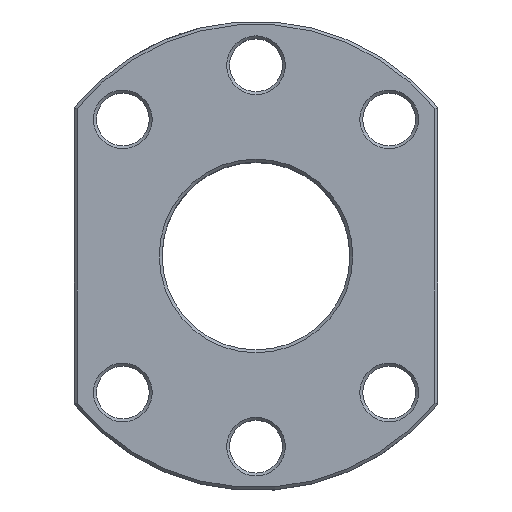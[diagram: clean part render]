
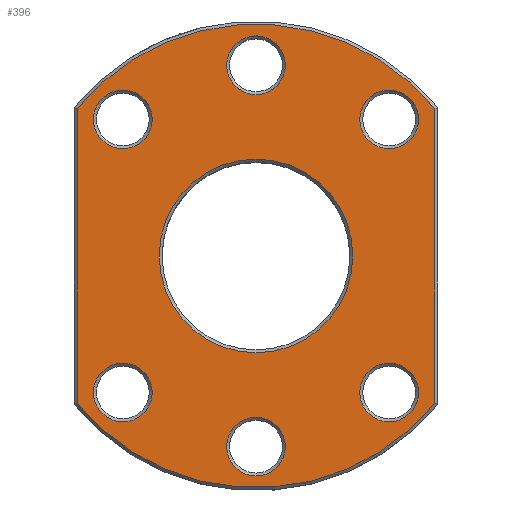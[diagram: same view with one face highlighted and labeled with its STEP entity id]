
A CAD part, top view. The second image highlights one B-rep face of the part: STEP entity #396.
In plain terms, the highlighted planar face has unit normal (0, 0, 1).
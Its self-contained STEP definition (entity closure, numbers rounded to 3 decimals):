
#151=PLANE('',#3614);
#396=ADVANCED_FACE('',(#1115,#1116,#1117,#1118,#1119,#1120,#1121,#1122),
#151,.T.);
#631=CIRCLE('',#3605,5.);
#632=CIRCLE('',#3606,5.);
#633=CIRCLE('',#3607,5.);
#634=CIRCLE('',#3608,16.5);
#635=CIRCLE('',#3609,5.);
#636=CIRCLE('',#3610,5.);
#637=CIRCLE('',#3611,5.);
#638=CIRCLE('',#3612,39.5);
#639=CIRCLE('',#3613,39.5);
#673=LINE('',#5711,#845);
#674=LINE('',#5716,#846);
#845=VECTOR('',#3876,1.);
#846=VECTOR('',#3879,1.);
#1115=FACE_BOUND('',#1200,.T.);
#1116=FACE_BOUND('',#1201,.T.);
#1117=FACE_BOUND('',#1202,.T.);
#1118=FACE_BOUND('',#1203,.T.);
#1119=FACE_BOUND('',#1204,.T.);
#1120=FACE_BOUND('',#1205,.T.);
#1121=FACE_BOUND('',#1206,.T.);
#1122=FACE_BOUND('',#1207,.T.);
#1200=EDGE_LOOP('',(#1905));
#1201=EDGE_LOOP('',(#1906));
#1202=EDGE_LOOP('',(#1907));
#1203=EDGE_LOOP('',(#1908));
#1204=EDGE_LOOP('',(#1909));
#1205=EDGE_LOOP('',(#1910));
#1206=EDGE_LOOP('',(#1911));
#1207=EDGE_LOOP('',(#1912,#1913,#1914,#1915));
#1905=ORIENTED_EDGE('',*,*,#3199,.T.);
#1906=ORIENTED_EDGE('',*,*,#3200,.T.);
#1907=ORIENTED_EDGE('',*,*,#3201,.T.);
#1908=ORIENTED_EDGE('',*,*,#3202,.T.);
#1909=ORIENTED_EDGE('',*,*,#3203,.T.);
#1910=ORIENTED_EDGE('',*,*,#3204,.T.);
#1911=ORIENTED_EDGE('',*,*,#3205,.T.);
#1912=ORIENTED_EDGE('',*,*,#3206,.T.);
#1913=ORIENTED_EDGE('',*,*,#3207,.T.);
#1914=ORIENTED_EDGE('',*,*,#3208,.T.);
#1915=ORIENTED_EDGE('',*,*,#3209,.T.);
#2863=VERTEX_POINT('',#5698);
#2864=VERTEX_POINT('',#5700);
#2865=VERTEX_POINT('',#5702);
#2866=VERTEX_POINT('',#5704);
#2867=VERTEX_POINT('',#5706);
#2868=VERTEX_POINT('',#5708);
#2869=VERTEX_POINT('',#5710);
#2870=VERTEX_POINT('',#5712);
#2871=VERTEX_POINT('',#5713);
#2872=VERTEX_POINT('',#5715);
#2873=VERTEX_POINT('',#5717);
#3199=EDGE_CURVE('',#2863,#2863,#631,.T.);
#3200=EDGE_CURVE('',#2864,#2864,#632,.T.);
#3201=EDGE_CURVE('',#2865,#2865,#633,.T.);
#3202=EDGE_CURVE('',#2866,#2866,#634,.T.);
#3203=EDGE_CURVE('',#2867,#2867,#635,.T.);
#3204=EDGE_CURVE('',#2868,#2868,#636,.T.);
#3205=EDGE_CURVE('',#2869,#2869,#637,.T.);
#3206=EDGE_CURVE('',#2870,#2871,#673,.T.);
#3207=EDGE_CURVE('',#2871,#2872,#638,.T.);
#3208=EDGE_CURVE('',#2872,#2873,#674,.T.);
#3209=EDGE_CURVE('',#2873,#2870,#639,.T.);
#3605=AXIS2_PLACEMENT_3D('',#5697,#3862,#3863);
#3606=AXIS2_PLACEMENT_3D('',#5699,#3864,#3865);
#3607=AXIS2_PLACEMENT_3D('',#5701,#3866,#3867);
#3608=AXIS2_PLACEMENT_3D('',#5703,#3868,#3869);
#3609=AXIS2_PLACEMENT_3D('',#5705,#3870,#3871);
#3610=AXIS2_PLACEMENT_3D('',#5707,#3872,#3873);
#3611=AXIS2_PLACEMENT_3D('',#5709,#3874,#3875);
#3612=AXIS2_PLACEMENT_3D('',#5714,#3877,#3878);
#3613=AXIS2_PLACEMENT_3D('',#5718,#3880,#3881);
#3614=AXIS2_PLACEMENT_3D('',#5719,#3882,#3883);
#3862=DIRECTION('',(0.,0.,-1.));
#3863=DIRECTION('',(1.,0.,0.));
#3864=DIRECTION('',(0.,0.,-1.));
#3865=DIRECTION('',(1.,0.,0.));
#3866=DIRECTION('',(0.,0.,-1.));
#3867=DIRECTION('',(1.,0.,0.));
#3868=DIRECTION('',(0.,0.,-1.));
#3869=DIRECTION('',(1.,0.,0.));
#3870=DIRECTION('',(0.,0.,-1.));
#3871=DIRECTION('',(1.,0.,0.));
#3872=DIRECTION('',(0.,0.,-1.));
#3873=DIRECTION('',(1.,0.,0.));
#3874=DIRECTION('',(0.,0.,-1.));
#3875=DIRECTION('',(1.,0.,0.));
#3876=DIRECTION('',(0.,-1.,0.));
#3877=DIRECTION('',(0.,0.,1.));
#3878=DIRECTION('',(1.,0.,0.));
#3879=DIRECTION('',(0.,1.,0.));
#3880=DIRECTION('',(0.,0.,1.));
#3881=DIRECTION('',(1.,0.,0.));
#3882=DIRECTION('',(0.,0.,1.));
#3883=DIRECTION('',(1.,0.,0.));
#5697=CARTESIAN_POINT('',(-22.687,23.271,0.));
#5698=CARTESIAN_POINT('',(-17.687,23.271,0.));
#5699=CARTESIAN_POINT('',(0.,32.5,0.));
#5700=CARTESIAN_POINT('',(5.,32.5,0.));
#5701=CARTESIAN_POINT('',(22.687,23.271,0.));
#5702=CARTESIAN_POINT('',(27.687,23.271,0.));
#5703=CARTESIAN_POINT('',(0.,0.,0.));
#5704=CARTESIAN_POINT('',(16.5,0.,0.));
#5705=CARTESIAN_POINT('',(22.687,-23.271,0.));
#5706=CARTESIAN_POINT('',(27.687,-23.271,0.));
#5707=CARTESIAN_POINT('',(0.,-32.5,0.));
#5708=CARTESIAN_POINT('',(5.,-32.5,0.));
#5709=CARTESIAN_POINT('',(-22.687,-23.271,0.));
#5710=CARTESIAN_POINT('',(-17.687,-23.271,0.));
#5711=CARTESIAN_POINT('',(-30.5,-25.278,0.));
#5712=CARTESIAN_POINT('',(-30.5,25.1,0.));
#5713=CARTESIAN_POINT('',(-30.5,-25.1,0.));
#5714=CARTESIAN_POINT('',(0.,0.,0.));
#5715=CARTESIAN_POINT('',(30.5,-25.1,0.));
#5716=CARTESIAN_POINT('',(30.5,25.278,0.));
#5717=CARTESIAN_POINT('',(30.5,25.1,0.));
#5718=CARTESIAN_POINT('',(0.,0.,0.));
#5719=CARTESIAN_POINT('',(0.,0.,0.));
